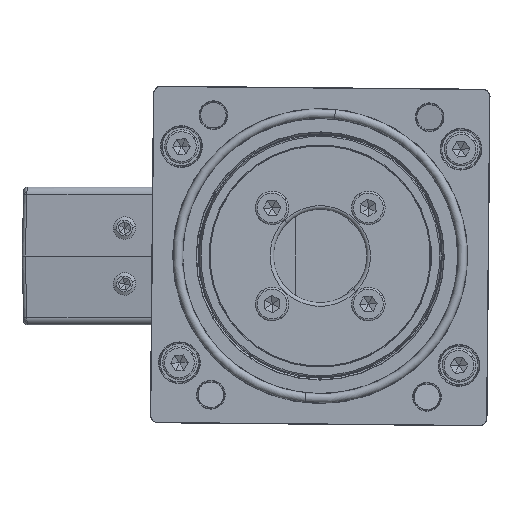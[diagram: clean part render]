
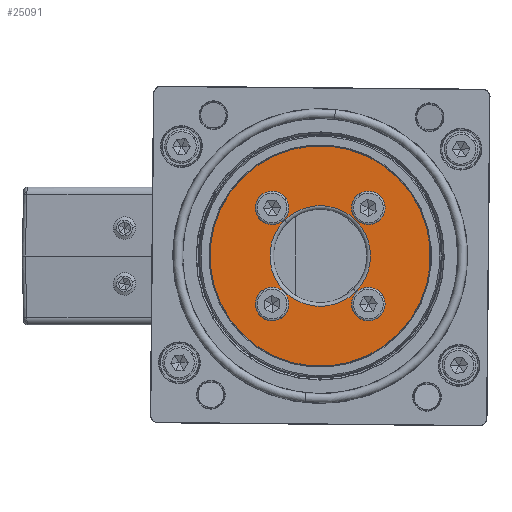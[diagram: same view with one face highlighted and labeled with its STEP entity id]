
A CAD part, front view. The second image highlights one B-rep face of the part: STEP entity #25091.
In plain terms, the highlighted face is planar.
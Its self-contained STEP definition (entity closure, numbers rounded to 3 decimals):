
#7462 = CARTESIAN_POINT ( 'NONE',  ( 0., -19.5, 43.687 ) ) ;
#7507 = CARTESIAN_POINT ( 'NONE',  ( 36.5, -19.5, -7.187 ) ) ;
#7508 = DIRECTION ( 'NONE',  ( 0., 0., 1. ) ) ;
#7509 = DIRECTION ( 'NONE',  ( 0., -1., 0. ) ) ;
#7510 = CARTESIAN_POINT ( 'NONE',  ( 36.5, -19.5, 0. ) ) ;
#7511 = AXIS2_PLACEMENT_3D ( 'NONE', #7510, #7509, #7508 ) ;
#7512 = CIRCLE ( 'NONE', #7511, 7.187 ) ;
#7513 = CARTESIAN_POINT ( 'NONE',  ( 36.5, -19.5, 7.187 ) ) ;
#7519 = CARTESIAN_POINT ( 'NONE',  ( 0., -19.5, 29.313 ) ) ;
#7520 = DIRECTION ( 'NONE',  ( 0., 0., 1. ) ) ;
#7521 = DIRECTION ( 'NONE',  ( 0., -1., 0. ) ) ;
#7522 = CARTESIAN_POINT ( 'NONE',  ( 0., -19.5, 36.5 ) ) ;
#7523 = AXIS2_PLACEMENT_3D ( 'NONE', #7522, #7521, #7520 ) ;
#7524 = CIRCLE ( 'NONE', #7523, 7.187 ) ;
#7533 = CARTESIAN_POINT ( 'NONE',  ( -36.5, -19.5, -7.187 ) ) ;
#7534 = DIRECTION ( 'NONE',  ( 0., 0., 1. ) ) ;
#7535 = DIRECTION ( 'NONE',  ( 0., -1., 0. ) ) ;
#7536 = CARTESIAN_POINT ( 'NONE',  ( -36.5, -19.5, 0. ) ) ;
#7537 = AXIS2_PLACEMENT_3D ( 'NONE', #7536, #7535, #7534 ) ;
#7538 = CIRCLE ( 'NONE', #7537, 7.187 ) ;
#7539 = CARTESIAN_POINT ( 'NONE',  ( -36.5, -19.5, 7.187 ) ) ;
#7551 = CARTESIAN_POINT ( 'NONE',  ( 0., -19.5, -29.313 ) ) ;
#7629 = CARTESIAN_POINT ( 'NONE',  ( 0., -19.5, 59.132 ) ) ;
#7630 = CARTESIAN_POINT ( 'NONE',  ( 0., -19.5, -59.132 ) ) ;
#7631 = DIRECTION ( 'NONE',  ( 0., 0., 1. ) ) ;
#7632 = DIRECTION ( 'NONE',  ( 0., 1., 0. ) ) ;
#7633 = CARTESIAN_POINT ( 'NONE',  ( 0., -19.5, 0. ) ) ;
#7634 = AXIS2_PLACEMENT_3D ( 'NONE', #7633, #7632, #7631 ) ;
#7639 = CIRCLE ( 'NONE', #7634, 59.132 ) ;
#7676 = CARTESIAN_POINT ( 'NONE',  ( 0., -19.5, -43.687 ) ) ;
#7677 = DIRECTION ( 'NONE',  ( 0., 0., 1. ) ) ;
#7678 = DIRECTION ( 'NONE',  ( 0., -1., 0. ) ) ;
#7679 = CARTESIAN_POINT ( 'NONE',  ( 0., -19.5, -36.5 ) ) ;
#7680 = AXIS2_PLACEMENT_3D ( 'NONE', #7679, #7678, #7677 ) ;
#7681 = CIRCLE ( 'NONE', #7680, 7.187 ) ;
#7717 = CARTESIAN_POINT ( 'NONE',  ( 0., -19.5, 27. ) ) ;
#7718 = CARTESIAN_POINT ( 'NONE',  ( 0., -19.5, -27. ) ) ;
#7719 = DIRECTION ( 'NONE',  ( 0., 0., 1. ) ) ;
#7720 = DIRECTION ( 'NONE',  ( 0., -1., 0. ) ) ;
#7721 = CARTESIAN_POINT ( 'NONE',  ( 0., -19.5, 0. ) ) ;
#7722 = AXIS2_PLACEMENT_3D ( 'NONE', #7721, #7720, #7719 ) ;
#7727 = CIRCLE ( 'NONE', #7722, 27. ) ;
#7942 = DIRECTION ( 'NONE',  ( 0., 0., 1. ) ) ;
#7943 = DIRECTION ( 'NONE',  ( 0., -1., 0. ) ) ;
#7944 = CARTESIAN_POINT ( 'NONE',  ( 0., -19.5, 36.5 ) ) ;
#7945 = AXIS2_PLACEMENT_3D ( 'NONE', #7944, #7943, #7942 ) ;
#7949 = CIRCLE ( 'NONE', #7945, 7.187 ) ;
#8005 = DIRECTION ( 'NONE',  ( 0., 0., 1. ) ) ;
#8006 = DIRECTION ( 'NONE',  ( 0., -1., 0. ) ) ;
#8007 = CARTESIAN_POINT ( 'NONE',  ( 0., -19.5, -36.5 ) ) ;
#8008 = AXIS2_PLACEMENT_3D ( 'NONE', #8007, #8006, #8005 ) ;
#8009 = CARTESIAN_POINT ( 'NONE',  ( 36.5, -19.5, 0. ) ) ;
#8014 = CIRCLE ( 'NONE', #8008, 7.187 ) ;
#8023 = DIRECTION ( 'NONE',  ( 0., 0., 1. ) ) ;
#8024 = DIRECTION ( 'NONE',  ( 0., -1., 0. ) ) ;
#8025 = CARTESIAN_POINT ( 'NONE',  ( 0., -19.5, 0. ) ) ;
#8026 = AXIS2_PLACEMENT_3D ( 'NONE', #8025, #8024, #8023 ) ;
#8027 = CIRCLE ( 'NONE', #8026, 27. ) ;
#8038 = DIRECTION ( 'NONE',  ( 0., 0., 1. ) ) ;
#8039 = DIRECTION ( 'NONE',  ( 0., 1., 0. ) ) ;
#8040 = CARTESIAN_POINT ( 'NONE',  ( 0., -19.5, 0. ) ) ;
#8041 = AXIS2_PLACEMENT_3D ( 'NONE', #8040, #8039, #8038 ) ;
#8043 = DIRECTION ( 'NONE',  ( 0., 0., 1. ) ) ;
#8044 = DIRECTION ( 'NONE',  ( 0., 1., 0. ) ) ;
#8045 = AXIS2_PLACEMENT_3D ( 'NONE', #8047, #8044, #8043 ) ;
#8046 = CIRCLE ( 'NONE', #8041, 59.132 ) ;
#8047 = CARTESIAN_POINT ( 'NONE',  ( 0., -19.5, 0. ) ) ;
#8048 = PLANE ( 'NONE',  #8045 ) ;
#8049 = FACE_BOUND ( 'NONE', #25081, .T. ) ;
#8050 = FACE_BOUND ( 'NONE', #25076, .T. ) ;
#8052 = FACE_BOUND ( 'NONE', #25067, .T. ) ;
#8053 = FACE_BOUND ( 'NONE', #25062, .T. ) ;
#8054 = FACE_BOUND ( 'NONE', #25101, .T. ) ;
#8055 = FACE_OUTER_BOUND ( 'NONE', #25095, .T. ) ;
#8062 = DIRECTION ( 'NONE',  ( 0., 0., 1. ) ) ;
#8063 = DIRECTION ( 'NONE',  ( 0., -1., 0. ) ) ;
#8064 = CARTESIAN_POINT ( 'NONE',  ( -36.5, -19.5, 0. ) ) ;
#8065 = AXIS2_PLACEMENT_3D ( 'NONE', #8064, #8063, #8062 ) ;
#8066 = CIRCLE ( 'NONE', #8065, 7.187 ) ;
#8067 = DIRECTION ( 'NONE',  ( 0., 0., 1. ) ) ;
#8068 = DIRECTION ( 'NONE',  ( 0., -1., 0. ) ) ;
#8069 = AXIS2_PLACEMENT_3D ( 'NONE', #8009, #8068, #8067 ) ;
#8070 = CIRCLE ( 'NONE', #8069, 7.187 ) ;
#24553 = VERTEX_POINT ( 'NONE', #7462 ) ;
#24558 = EDGE_CURVE ( 'NONE', #24560, #24553, #7524, .T. ) ;
#24560 = VERTEX_POINT ( 'NONE', #7519 ) ;
#24563 = VERTEX_POINT ( 'NONE', #7513 ) ;
#24567 = EDGE_CURVE ( 'NONE', #24569, #24563, #7512, .T. ) ;
#24569 = VERTEX_POINT ( 'NONE', #7507 ) ;
#24584 = VERTEX_POINT ( 'NONE', #7551 ) ;
#24591 = VERTEX_POINT ( 'NONE', #7539 ) ;
#24594 = EDGE_CURVE ( 'NONE', #24596, #24591, #7538, .T. ) ;
#24596 = VERTEX_POINT ( 'NONE', #7533 ) ;
#24663 = EDGE_CURVE ( 'NONE', #24665, #24668, #7639, .T. ) ;
#24665 = VERTEX_POINT ( 'NONE', #7630 ) ;
#24668 = VERTEX_POINT ( 'NONE', #7629 ) ;
#24683 = EDGE_CURVE ( 'NONE', #24685, #24584, #7681, .T. ) ;
#24685 = VERTEX_POINT ( 'NONE', #7676 ) ;
#24754 = EDGE_CURVE ( 'NONE', #24756, #24757, #7727, .T. ) ;
#24756 = VERTEX_POINT ( 'NONE', #7718 ) ;
#24757 = VERTEX_POINT ( 'NONE', #7717 ) ;
#24967 = EDGE_CURVE ( 'NONE', #24553, #24560, #7949, .T. ) ;
#25039 = ORIENTED_EDGE ( 'NONE', *, *, #25041, .T. ) ;
#25041 = EDGE_CURVE ( 'NONE', #24757, #24756, #8027, .T. ) ;
#25042 = ORIENTED_EDGE ( 'NONE', *, *, #24754, .T. ) ;
#25059 = ORIENTED_EDGE ( 'NONE', *, *, #24558, .T. ) ;
#25062 = EDGE_LOOP ( 'NONE', ( #25064, #25066 ) ) ;
#25064 = ORIENTED_EDGE ( 'NONE', *, *, #25065, .T. ) ;
#25065 = EDGE_CURVE ( 'NONE', #24584, #24685, #8014, .T. ) ;
#25066 = ORIENTED_EDGE ( 'NONE', *, *, #24683, .T. ) ;
#25067 = EDGE_LOOP ( 'NONE', ( #25068, #25073 ) ) ;
#25068 = ORIENTED_EDGE ( 'NONE', *, *, #25070, .T. ) ;
#25070 = EDGE_CURVE ( 'NONE', #24563, #24569, #8070, .T. ) ;
#25073 = ORIENTED_EDGE ( 'NONE', *, *, #24567, .T. ) ;
#25076 = EDGE_LOOP ( 'NONE', ( #25077, #25079 ) ) ;
#25077 = ORIENTED_EDGE ( 'NONE', *, *, #25078, .T. ) ;
#25078 = EDGE_CURVE ( 'NONE', #24591, #24596, #8066, .T. ) ;
#25079 = ORIENTED_EDGE ( 'NONE', *, *, #24594, .T. ) ;
#25081 = EDGE_LOOP ( 'NONE', ( #25039, #25042 ) ) ;
#25091 = ADVANCED_FACE ( 'NONE', ( #8055, #8054, #8053, #8052, #8050, #8049 ), #8048, .T. ) ;
#25095 = EDGE_LOOP ( 'NONE', ( #25097, #25100 ) ) ;
#25097 = ORIENTED_EDGE ( 'NONE', *, *, #25099, .T. ) ;
#25099 = EDGE_CURVE ( 'NONE', #24668, #24665, #8046, .T. ) ;
#25100 = ORIENTED_EDGE ( 'NONE', *, *, #24663, .T. ) ;
#25101 = EDGE_LOOP ( 'NONE', ( #25103, #25059 ) ) ;
#25103 = ORIENTED_EDGE ( 'NONE', *, *, #24967, .T. ) ;
